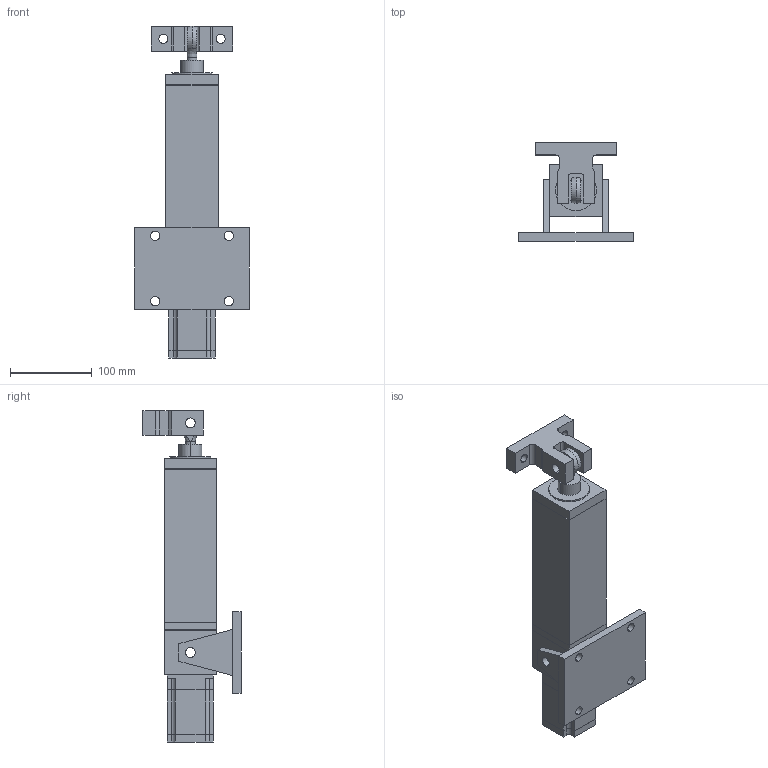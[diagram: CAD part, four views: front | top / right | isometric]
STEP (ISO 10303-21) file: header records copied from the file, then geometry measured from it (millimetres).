
FILE_DESCRIPTION (( 'STEP AP203' ), '1' );
FILE_NAME ('LSZ57-100(20191118).STEP', '2019-11-18T02:51:06', ( '' ), ( '' ), 'SwSTEP 2.0', 'SolidWorks 2015', '' );
FILE_SCHEMA (( 'CONFIG_CONTROL_DESIGN' ));
Length unit declared in the file: millimetre
Products named in the file (1): LSZ57-100(20191118)
Bounding box: 140 x 120 x 406.22 mm (x, y, z)
Surface area: 194368 mm2 (no closed solid volume)
Topology: 0 solids, 9 shells, 152 faces, 409 edges, 272 vertices
Faces by surface type: plane 104, cylinder 44, bspline 4
Entity records: 5789 total; most frequent: CARTESIAN_POINT 1848, ORIENTED_EDGE 784, DIRECTION 784, EDGE_CURVE 405, VECTOR 296, LINE 296, VERTEX_POINT 272, AXIS2_PLACEMENT_3D 244
